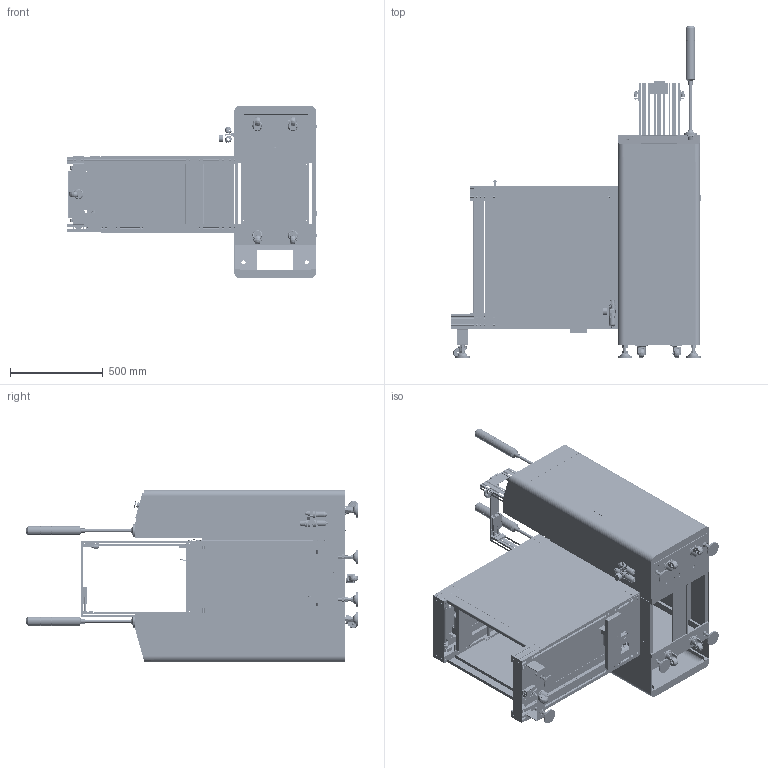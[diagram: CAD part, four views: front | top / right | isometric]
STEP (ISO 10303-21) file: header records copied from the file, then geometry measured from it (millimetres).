
FILE_DESCRIPTION (( 'STEP AP214' ), '1' );
FILE_NAME ('SLD250 PCB loader L-R.STEP', '2021-02-16T08:44:37', ( '' ), ( '' ), 'SwSTEP 2.0', 'SolidWorks 2021', '' );
FILE_SCHEMA (( 'AUTOMOTIVE_DESIGN' ));
Length unit declared in the file: millimetre
Products named in the file (1): SLD250 PCB loader L-R
Bounding box: 1345.25 x 1784.2 x 924.91 mm (x, y, z)
Surface area: 14194108 mm2 (no closed solid volume)
Topology: 0 solids, 766 shells, 2139 faces, 12722 edges, 11270 vertices
Faces by surface type: plane 1310, cylinder 714, bspline 58, cone 37, torus 20
Entity records: 183680 total; most frequent: CARTESIAN_POINT 63684, DIRECTION 19764, ORIENTED_EDGE 15614, EDGE_CURVE 12709, VERTEX_POINT 11270, VECTOR 7036, LINE 7036, AXIS2_PLACEMENT_3D 6364
